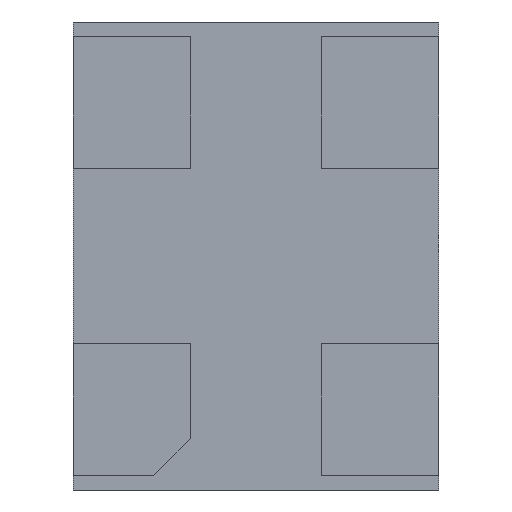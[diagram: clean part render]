
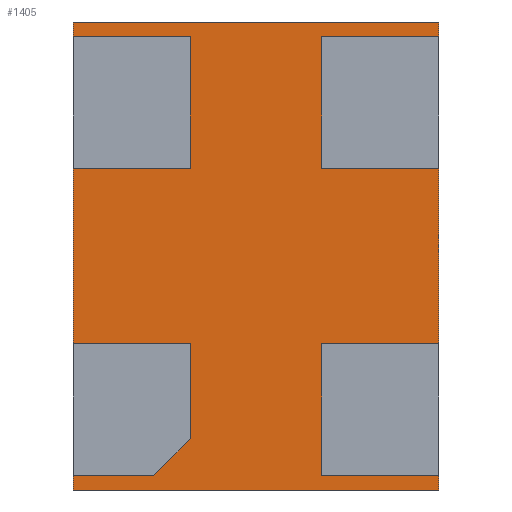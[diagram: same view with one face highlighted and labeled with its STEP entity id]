
A CAD part, front view. The second image highlights one B-rep face of the part: STEP entity #1405.
In plain terms, the highlighted planar face has unit normal (0, -1, 0).
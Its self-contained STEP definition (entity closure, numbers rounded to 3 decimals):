
#61 = EDGE_CURVE ( 'NONE', #920, #553, #1551, .T. ) ;
#80 = CARTESIAN_POINT ( 'NONE',  ( -1.25, 0.05, -1.6 ) ) ;
#101 = EDGE_CURVE ( 'NONE', #553, #1346, #914, .T. ) ;
#131 = CARTESIAN_POINT ( 'NONE',  ( -1.25, 0.05, 1.6 ) ) ;
#310 = ORIENTED_EDGE ( 'NONE', *, *, #829, .F. ) ;
#402 = CARTESIAN_POINT ( 'NONE',  ( 1.25, 0.05, 1.6 ) ) ;
#503 = DIRECTION ( 'NONE',  ( 0., 0., 1. ) ) ;
#509 = DIRECTION ( 'NONE',  ( 1., 0., 0. ) ) ;
#512 = ORIENTED_EDGE ( 'NONE', *, *, #101, .F. ) ;
#553 = VERTEX_POINT ( 'NONE', #1080 ) ;
#554 = VECTOR ( 'NONE', #509, 1000. ) ;
#576 = CARTESIAN_POINT ( 'NONE',  ( -1.25, 0.05, 1.6 ) ) ;
#670 = VECTOR ( 'NONE', #1267, 1000. ) ;
#738 = CARTESIAN_POINT ( 'NONE',  ( -1.25, 0.05, -1.6 ) ) ;
#761 = CARTESIAN_POINT ( 'NONE',  ( 0., 0.05, 0. ) ) ;
#780 = DIRECTION ( 'NONE',  ( 0., 0., -1. ) ) ;
#807 = DIRECTION ( 'NONE',  ( 0., 0., -1. ) ) ;
#829 = EDGE_CURVE ( 'NONE', #1331, #920, #1410, .T. ) ;
#881 = LINE ( 'NONE', #80, #670 ) ;
#887 = DIRECTION ( 'NONE',  ( 0., -1., 0. ) ) ;
#904 = FACE_OUTER_BOUND ( 'NONE', #1358, .T. ) ;
#914 = LINE ( 'NONE', #402, #965 ) ;
#920 = VERTEX_POINT ( 'NONE', #576 ) ;
#965 = VECTOR ( 'NONE', #807, 1000. ) ;
#1039 = EDGE_CURVE ( 'NONE', #1346, #1331, #881, .T. ) ;
#1080 = CARTESIAN_POINT ( 'NONE',  ( 1.25, 0.05, 1.6 ) ) ;
#1084 = ORIENTED_EDGE ( 'NONE', *, *, #1039, .F. ) ;
#1259 = VECTOR ( 'NONE', #503, 1000. ) ;
#1267 = DIRECTION ( 'NONE',  ( -1., 0., 0. ) ) ;
#1302 = PLANE ( 'NONE',  #1369 ) ;
#1331 = VERTEX_POINT ( 'NONE', #738 ) ;
#1346 = VERTEX_POINT ( 'NONE', #1493 ) ;
#1355 = ORIENTED_EDGE ( 'NONE', *, *, #61, .F. ) ;
#1358 = EDGE_LOOP ( 'NONE', ( #512, #1355, #310, #1084 ) ) ;
#1369 = AXIS2_PLACEMENT_3D ( 'NONE', #761, #887, #780 ) ;
#1405 = ADVANCED_FACE ( 'NONE', ( #904 ), #1302, .T. ) ;
#1410 = LINE ( 'NONE', #1677, #1259 ) ;
#1493 = CARTESIAN_POINT ( 'NONE',  ( 1.25, 0.05, -1.6 ) ) ;
#1551 = LINE ( 'NONE', #131, #554 ) ;
#1677 = CARTESIAN_POINT ( 'NONE',  ( -1.25, 0.05, 1.6 ) ) ;
